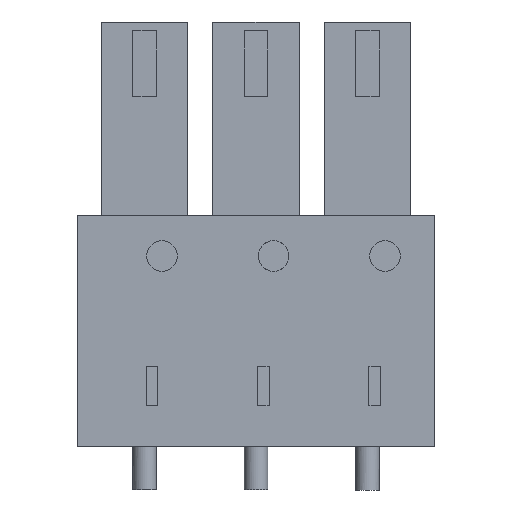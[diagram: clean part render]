
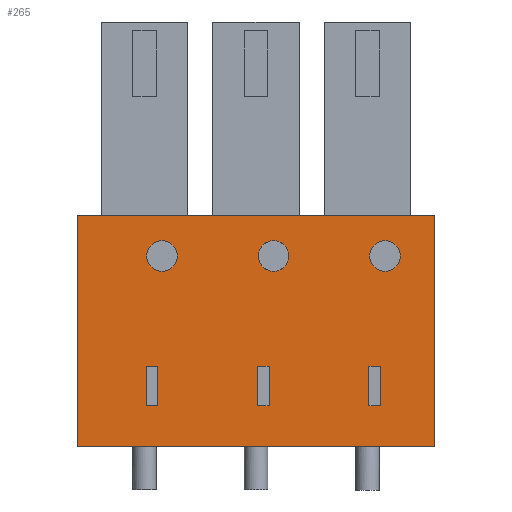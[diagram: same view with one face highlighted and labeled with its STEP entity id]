
A CAD part, front view. The second image highlights one B-rep face of the part: STEP entity #265.
In plain terms, the highlighted planar face has unit normal (0, -1, 0).
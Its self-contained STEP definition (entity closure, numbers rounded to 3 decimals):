
#82=AXIS2_PLACEMENT_3D('Plane Axis2P3D',#79,#80,#81) ;
#111=AXIS2_PLACEMENT_3D('Circle Axis2P3D',#109,#110,$) ;
#120=AXIS2_PLACEMENT_3D('Circle Axis2P3D',#118,#119,$) ;
#197=AXIS2_PLACEMENT_3D('Circle Axis2P3D',#195,#196,$) ;
#206=AXIS2_PLACEMENT_3D('Circle Axis2P3D',#204,#205,$) ;
#215=AXIS2_PLACEMENT_3D('Circle Axis2P3D',#213,#214,$) ;
#224=AXIS2_PLACEMENT_3D('Circle Axis2P3D',#222,#223,$) ;
#36=CARTESIAN_POINT('Line Origine',(6.11,0.,1.5)) ;
#40=CARTESIAN_POINT('Vertex',(12.22,0.,1.5)) ;
#42=CARTESIAN_POINT('Vertex',(0.,0.,1.5)) ;
#79=CARTESIAN_POINT('Axis2P3D Location',(16.03,0.,9.4)) ;
#84=CARTESIAN_POINT('Line Origine',(6.11,0.,9.4)) ;
#88=CARTESIAN_POINT('Vertex',(0.,0.,9.4)) ;
#90=CARTESIAN_POINT('Vertex',(12.22,0.,9.4)) ;
#93=CARTESIAN_POINT('Line Origine',(0.,0.,5.45)) ;
#98=CARTESIAN_POINT('Line Origine',(12.22,0.,5.45)) ;
#109=CARTESIAN_POINT('Axis2P3D Location',(10.52,0.,8.)) ;
#113=CARTESIAN_POINT('Vertex',(9.995,0.,8.)) ;
#115=CARTESIAN_POINT('Vertex',(11.045,0.,8.)) ;
#118=CARTESIAN_POINT('Axis2P3D Location',(10.52,0.,8.)) ;
#127=CARTESIAN_POINT('Line Origine',(9.97,0.,3.558)) ;
#131=CARTESIAN_POINT('Vertex',(9.97,0.,4.232)) ;
#133=CARTESIAN_POINT('Vertex',(9.97,0.,2.883)) ;
#136=CARTESIAN_POINT('Line Origine',(10.17,0.,4.232)) ;
#140=CARTESIAN_POINT('Vertex',(10.37,0.,4.232)) ;
#143=CARTESIAN_POINT('Line Origine',(10.37,0.,3.557)) ;
#147=CARTESIAN_POINT('Vertex',(10.37,0.,2.883)) ;
#150=CARTESIAN_POINT('Line Origine',(10.17,0.,2.883)) ;
#161=CARTESIAN_POINT('Line Origine',(2.55,0.,4.232)) ;
#165=CARTESIAN_POINT('Vertex',(2.75,0.,4.232)) ;
#167=CARTESIAN_POINT('Vertex',(2.35,0.,4.232)) ;
#170=CARTESIAN_POINT('Line Origine',(2.75,0.,3.557)) ;
#174=CARTESIAN_POINT('Vertex',(2.75,0.,2.883)) ;
#177=CARTESIAN_POINT('Line Origine',(2.55,0.,2.883)) ;
#181=CARTESIAN_POINT('Vertex',(2.35,0.,2.883)) ;
#184=CARTESIAN_POINT('Line Origine',(2.35,0.,3.558)) ;
#195=CARTESIAN_POINT('Axis2P3D Location',(2.9,0.,8.)) ;
#199=CARTESIAN_POINT('Vertex',(2.375,0.,8.)) ;
#201=CARTESIAN_POINT('Vertex',(3.425,0.,8.)) ;
#204=CARTESIAN_POINT('Axis2P3D Location',(2.9,0.,8.)) ;
#213=CARTESIAN_POINT('Axis2P3D Location',(6.71,0.,8.)) ;
#217=CARTESIAN_POINT('Vertex',(7.235,0.,8.)) ;
#219=CARTESIAN_POINT('Vertex',(6.185,0.,8.)) ;
#222=CARTESIAN_POINT('Axis2P3D Location',(6.71,0.,8.)) ;
#231=CARTESIAN_POINT('Line Origine',(6.36,0.,2.883)) ;
#235=CARTESIAN_POINT('Vertex',(6.16,0.,2.883)) ;
#237=CARTESIAN_POINT('Vertex',(6.56,0.,2.883)) ;
#240=CARTESIAN_POINT('Line Origine',(6.16,0.,3.558)) ;
#244=CARTESIAN_POINT('Vertex',(6.16,0.,4.232)) ;
#247=CARTESIAN_POINT('Line Origine',(6.36,0.,4.232)) ;
#251=CARTESIAN_POINT('Vertex',(6.56,0.,4.232)) ;
#254=CARTESIAN_POINT('Line Origine',(6.56,0.,3.557)) ;
#37=DIRECTION('Vector Direction',(-1.,0.,0.)) ;
#80=DIRECTION('Axis2P3D Direction',(0.,-1.,0.)) ;
#81=DIRECTION('Axis2P3D XDirection',(-1.,0.,0.)) ;
#85=DIRECTION('Vector Direction',(-1.,0.,0.)) ;
#94=DIRECTION('Vector Direction',(0.,0.,-1.)) ;
#99=DIRECTION('Vector Direction',(0.,0.,-1.)) ;
#110=DIRECTION('Axis2P3D Direction',(0.,-1.,0.)) ;
#119=DIRECTION('Axis2P3D Direction',(0.,-1.,0.)) ;
#128=DIRECTION('Vector Direction',(0.,0.,-1.)) ;
#137=DIRECTION('Vector Direction',(1.,0.,0.)) ;
#144=DIRECTION('Vector Direction',(0.,0.,1.)) ;
#151=DIRECTION('Vector Direction',(1.,0.,0.)) ;
#162=DIRECTION('Vector Direction',(1.,0.,0.)) ;
#171=DIRECTION('Vector Direction',(0.,0.,1.)) ;
#178=DIRECTION('Vector Direction',(1.,0.,0.)) ;
#185=DIRECTION('Vector Direction',(0.,0.,-1.)) ;
#196=DIRECTION('Axis2P3D Direction',(0.,-1.,0.)) ;
#205=DIRECTION('Axis2P3D Direction',(0.,-1.,0.)) ;
#214=DIRECTION('Axis2P3D Direction',(0.,-1.,0.)) ;
#223=DIRECTION('Axis2P3D Direction',(0.,-1.,0.)) ;
#232=DIRECTION('Vector Direction',(1.,0.,0.)) ;
#241=DIRECTION('Vector Direction',(0.,0.,-1.)) ;
#248=DIRECTION('Vector Direction',(1.,0.,0.)) ;
#255=DIRECTION('Vector Direction',(0.,0.,1.)) ;
#38=VECTOR('Line Direction',#37,1.) ;
#86=VECTOR('Line Direction',#85,1.) ;
#95=VECTOR('Line Direction',#94,1.) ;
#100=VECTOR('Line Direction',#99,1.) ;
#129=VECTOR('Line Direction',#128,1.) ;
#138=VECTOR('Line Direction',#137,1.) ;
#145=VECTOR('Line Direction',#144,1.) ;
#152=VECTOR('Line Direction',#151,1.) ;
#163=VECTOR('Line Direction',#162,1.) ;
#172=VECTOR('Line Direction',#171,1.) ;
#179=VECTOR('Line Direction',#178,1.) ;
#186=VECTOR('Line Direction',#185,1.) ;
#233=VECTOR('Line Direction',#232,1.) ;
#242=VECTOR('Line Direction',#241,1.) ;
#249=VECTOR('Line Direction',#248,1.) ;
#256=VECTOR('Line Direction',#255,1.) ;
#104=ORIENTED_EDGE('',*,*,#92,.F.) ;
#105=ORIENTED_EDGE('',*,*,#97,.T.) ;
#106=ORIENTED_EDGE('',*,*,#44,.F.) ;
#107=ORIENTED_EDGE('',*,*,#102,.F.) ;
#124=ORIENTED_EDGE('',*,*,#117,.F.) ;
#125=ORIENTED_EDGE('',*,*,#122,.F.) ;
#156=ORIENTED_EDGE('',*,*,#135,.F.) ;
#157=ORIENTED_EDGE('',*,*,#142,.F.) ;
#158=ORIENTED_EDGE('',*,*,#149,.F.) ;
#159=ORIENTED_EDGE('',*,*,#154,.F.) ;
#190=ORIENTED_EDGE('',*,*,#169,.F.) ;
#191=ORIENTED_EDGE('',*,*,#176,.F.) ;
#192=ORIENTED_EDGE('',*,*,#183,.F.) ;
#193=ORIENTED_EDGE('',*,*,#188,.F.) ;
#210=ORIENTED_EDGE('',*,*,#203,.F.) ;
#211=ORIENTED_EDGE('',*,*,#208,.F.) ;
#228=ORIENTED_EDGE('',*,*,#221,.F.) ;
#229=ORIENTED_EDGE('',*,*,#226,.F.) ;
#260=ORIENTED_EDGE('',*,*,#239,.F.) ;
#261=ORIENTED_EDGE('',*,*,#246,.F.) ;
#262=ORIENTED_EDGE('',*,*,#253,.F.) ;
#263=ORIENTED_EDGE('',*,*,#258,.F.) ;
#126=FACE_BOUND('',#123,.T.) ;
#160=FACE_BOUND('',#155,.T.) ;
#194=FACE_BOUND('',#189,.T.) ;
#212=FACE_BOUND('',#209,.T.) ;
#230=FACE_BOUND('',#227,.T.) ;
#264=FACE_BOUND('',#259,.T.) ;
#265=ADVANCED_FACE('HOUSING',(#108,#126,#160,#194,#212,#230,#264),#83,.T.) ;
#112=CIRCLE('generated circle',#111,0.525) ;
#121=CIRCLE('generated circle',#120,0.525) ;
#198=CIRCLE('generated circle',#197,0.525) ;
#207=CIRCLE('generated circle',#206,0.525) ;
#216=CIRCLE('generated circle',#215,0.525) ;
#225=CIRCLE('generated circle',#224,0.525) ;
#44=EDGE_CURVE('',#41,#43,#39,.T.) ;
#92=EDGE_CURVE('',#89,#91,#87,.F.) ;
#97=EDGE_CURVE('',#89,#43,#96,.T.) ;
#102=EDGE_CURVE('',#91,#41,#101,.T.) ;
#117=EDGE_CURVE('',#114,#116,#112,.T.) ;
#122=EDGE_CURVE('',#116,#114,#121,.T.) ;
#135=EDGE_CURVE('',#132,#134,#130,.T.) ;
#142=EDGE_CURVE('',#141,#132,#139,.F.) ;
#149=EDGE_CURVE('',#148,#141,#146,.T.) ;
#154=EDGE_CURVE('',#134,#148,#153,.T.) ;
#169=EDGE_CURVE('',#166,#168,#164,.F.) ;
#176=EDGE_CURVE('',#175,#166,#173,.T.) ;
#183=EDGE_CURVE('',#182,#175,#180,.T.) ;
#188=EDGE_CURVE('',#168,#182,#187,.T.) ;
#203=EDGE_CURVE('',#200,#202,#198,.T.) ;
#208=EDGE_CURVE('',#202,#200,#207,.T.) ;
#221=EDGE_CURVE('',#218,#220,#216,.T.) ;
#226=EDGE_CURVE('',#220,#218,#225,.T.) ;
#239=EDGE_CURVE('',#236,#238,#234,.T.) ;
#246=EDGE_CURVE('',#245,#236,#243,.T.) ;
#253=EDGE_CURVE('',#252,#245,#250,.F.) ;
#258=EDGE_CURVE('',#238,#252,#257,.T.) ;
#103=EDGE_LOOP('',(#104,#105,#106,#107)) ;
#123=EDGE_LOOP('',(#124,#125)) ;
#155=EDGE_LOOP('',(#156,#157,#158,#159)) ;
#189=EDGE_LOOP('',(#190,#191,#192,#193)) ;
#209=EDGE_LOOP('',(#210,#211)) ;
#227=EDGE_LOOP('',(#228,#229)) ;
#259=EDGE_LOOP('',(#260,#261,#262,#263)) ;
#108=FACE_OUTER_BOUND('',#103,.T.) ;
#39=LINE('Line',#36,#38) ;
#87=LINE('Line',#84,#86) ;
#96=LINE('Line',#93,#95) ;
#101=LINE('Line',#98,#100) ;
#130=LINE('Line',#127,#129) ;
#139=LINE('Line',#136,#138) ;
#146=LINE('Line',#143,#145) ;
#153=LINE('Line',#150,#152) ;
#164=LINE('Line',#161,#163) ;
#173=LINE('Line',#170,#172) ;
#180=LINE('Line',#177,#179) ;
#187=LINE('Line',#184,#186) ;
#234=LINE('Line',#231,#233) ;
#243=LINE('Line',#240,#242) ;
#250=LINE('Line',#247,#249) ;
#257=LINE('Line',#254,#256) ;
#83=PLANE('',#82) ;
#41=VERTEX_POINT('',#40) ;
#43=VERTEX_POINT('',#42) ;
#89=VERTEX_POINT('',#88) ;
#91=VERTEX_POINT('',#90) ;
#114=VERTEX_POINT('',#113) ;
#116=VERTEX_POINT('',#115) ;
#132=VERTEX_POINT('',#131) ;
#134=VERTEX_POINT('',#133) ;
#141=VERTEX_POINT('',#140) ;
#148=VERTEX_POINT('',#147) ;
#166=VERTEX_POINT('',#165) ;
#168=VERTEX_POINT('',#167) ;
#175=VERTEX_POINT('',#174) ;
#182=VERTEX_POINT('',#181) ;
#200=VERTEX_POINT('',#199) ;
#202=VERTEX_POINT('',#201) ;
#218=VERTEX_POINT('',#217) ;
#220=VERTEX_POINT('',#219) ;
#236=VERTEX_POINT('',#235) ;
#238=VERTEX_POINT('',#237) ;
#245=VERTEX_POINT('',#244) ;
#252=VERTEX_POINT('',#251) ;
